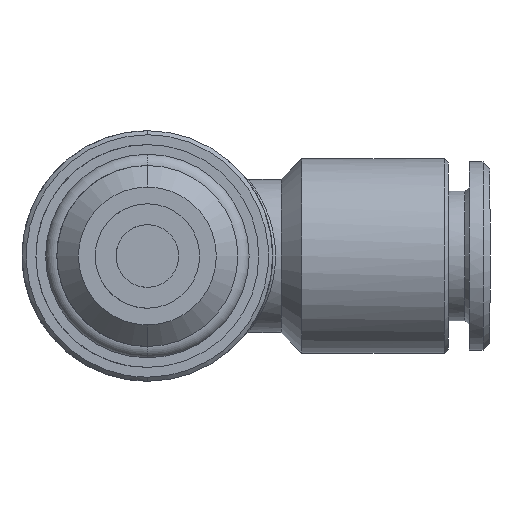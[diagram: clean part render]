
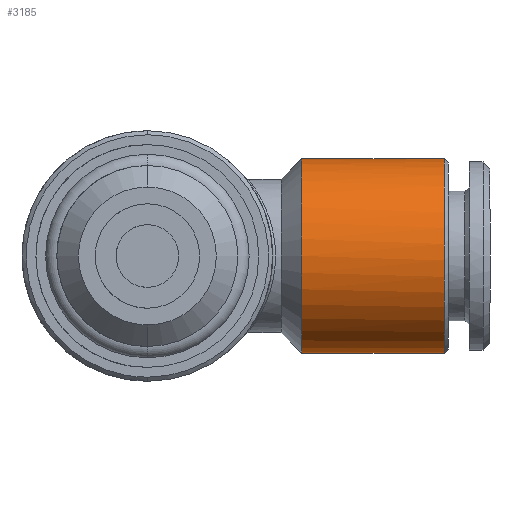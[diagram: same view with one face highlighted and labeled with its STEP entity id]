
A CAD part, front view. The second image highlights one B-rep face of the part: STEP entity #3185.
In plain terms, the highlighted cylindrical face has radius 7 mm (diameter 14 mm), a partial arc.
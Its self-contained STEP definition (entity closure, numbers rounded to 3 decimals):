
#3070=CARTESIAN_POINT('Vertex',(11.1,17.7,7.)) ;
#3077=CARTESIAN_POINT('Vertex',(11.1,17.7,-7.)) ;
#3102=CARTESIAN_POINT('Axis2P3D Location',(11.1,17.7,0.)) ;
#3135=CARTESIAN_POINT('Vertex',(21.3,17.7,7.)) ;
#3137=CARTESIAN_POINT('Vertex',(21.3,17.7,-7.)) ;
#3140=CARTESIAN_POINT('Line Origine',(-5.577,17.7,-7.)) ;
#3145=CARTESIAN_POINT('Line Origine',(-5.577,17.7,7.)) ;
#3157=CARTESIAN_POINT('Axis2P3D Location',(-5.577,17.7,0.)) ;
#3163=CARTESIAN_POINT('Control Point',(21.3,17.7,-7.)) ;
#3164=CARTESIAN_POINT('Control Point',(21.3,16.6,-7.)) ;
#3165=CARTESIAN_POINT('Control Point',(21.3,15.501,-6.784)) ;
#3166=CARTESIAN_POINT('Control Point',(21.3,14.458,-6.352)) ;
#3167=CARTESIAN_POINT('Control Point',(21.3,12.598,-5.102)) ;
#3168=CARTESIAN_POINT('Control Point',(21.3,11.348,-3.242)) ;
#3169=CARTESIAN_POINT('Control Point',(21.3,10.916,-2.199)) ;
#3170=CARTESIAN_POINT('Control Point',(21.3,10.484,0.)) ;
#3171=CARTESIAN_POINT('Control Point',(21.3,10.916,2.199)) ;
#3172=CARTESIAN_POINT('Control Point',(21.3,11.348,3.242)) ;
#3173=CARTESIAN_POINT('Control Point',(21.3,12.598,5.102)) ;
#3174=CARTESIAN_POINT('Control Point',(21.3,14.458,6.352)) ;
#3175=CARTESIAN_POINT('Control Point',(21.3,15.501,6.784)) ;
#3176=CARTESIAN_POINT('Control Point',(21.3,16.6,7.)) ;
#3177=CARTESIAN_POINT('Control Point',(21.3,17.7,7.)) ;
#3103=DIRECTION('Axis2P3D Direction',(1.,0.,0.)) ;
#3141=DIRECTION('Vector Direction',(-1.,0.,0.)) ;
#3146=DIRECTION('Vector Direction',(-1.,0.,0.)) ;
#3158=DIRECTION('Axis2P3D Direction',(-1.,0.,0.)) ;
#3159=DIRECTION('Axis2P3D XDirection',(0.,0.,-1.)) ;
#3104=AXIS2_PLACEMENT_3D('Circle Axis2P3D',#3102,#3103,$) ;
#3160=AXIS2_PLACEMENT_3D('Cylinder Axis2P3D',#3157,#3158,#3159) ;
#3180=ORIENTED_EDGE('',*,*,#3144,.F.) ;
#3181=ORIENTED_EDGE('',*,*,#3178,.T.) ;
#3182=ORIENTED_EDGE('',*,*,#3149,.T.) ;
#3183=ORIENTED_EDGE('',*,*,#3106,.F.) ;
#3142=VECTOR('Line Direction',#3141,1.) ;
#3147=VECTOR('Line Direction',#3146,1.) ;
#3185=ADVANCED_FACE('NONE',(#3184),#3161,.T.) ;
#3162=B_SPLINE_CURVE_WITH_KNOTS('',5,(#3163,#3164,#3165,#3166,#3167,#3168,#3169,#3170,#3171,#3172,#3173,#3174,#3175,#3176,#3177),.UNSPECIFIED.,.F.,.U.,(6,3,3,3,6),(-10.996,-5.498,0.,5.498,10.996),.UNSPECIFIED.) ;
#3105=CIRCLE('generated circle',#3104,7.) ;
#3161=CYLINDRICAL_SURFACE('generated cylinder',#3160,7.) ;
#3106=EDGE_CURVE('',#3078,#3071,#3105,.F.) ;
#3144=EDGE_CURVE('',#3138,#3078,#3143,.T.) ;
#3149=EDGE_CURVE('',#3136,#3071,#3148,.T.) ;
#3178=EDGE_CURVE('',#3138,#3136,#3162,.T.) ;
#3179=EDGE_LOOP('',(#3180,#3181,#3182,#3183)) ;
#3184=FACE_OUTER_BOUND('',#3179,.T.) ;
#3143=LINE('Line',#3140,#3142) ;
#3148=LINE('Line',#3145,#3147) ;
#3071=VERTEX_POINT('',#3070) ;
#3078=VERTEX_POINT('',#3077) ;
#3136=VERTEX_POINT('',#3135) ;
#3138=VERTEX_POINT('',#3137) ;
